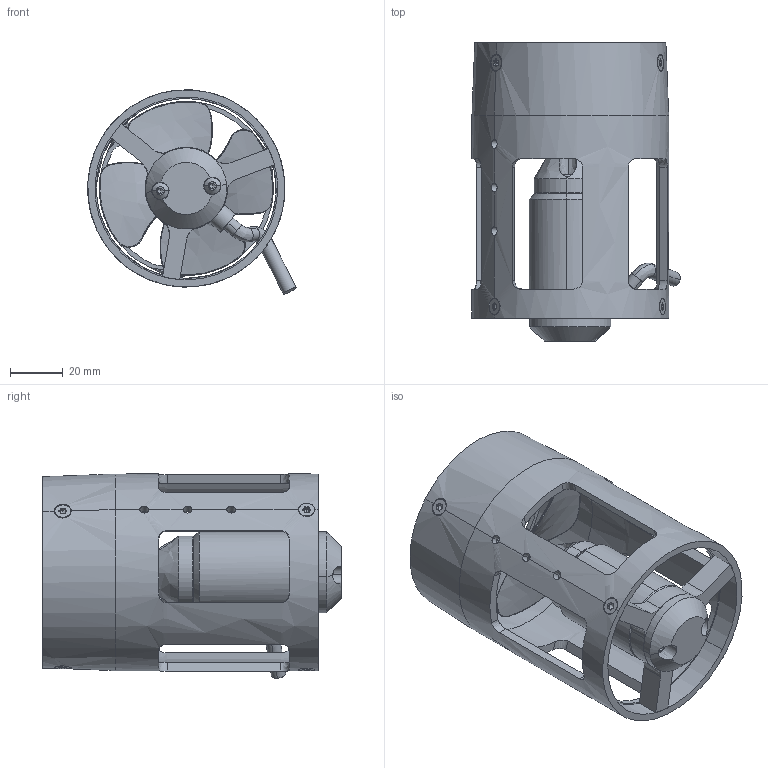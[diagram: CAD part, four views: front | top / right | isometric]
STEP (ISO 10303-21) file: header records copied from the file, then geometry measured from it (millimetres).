
FILE_DESCRIPTION(('FreeCAD Model'),'2;1');
FILE_NAME('Open CASCADE Shape Model','2025-05-03T09:35:37',('FreeCAD'),( 'FreeCAD'),'Open CASCADE STEP processor 7.6','FreeCAD','Unknown');
FILE_SCHEMA(('AUTOMOTIVE_DESIGN { 1 0 10303 214 1 1 1 1 }'));
Products named in the file (1): Open CASCADE STEP translator 7.6 1
Bounding box: 79.28 x 113.53 x 77.62 mm (x, y, z)
Volume: 104936.2 mm3; surface area: 66561.1 mm2
Topology: 22 solids, 22 shells, 883 faces, 2266 edges, 1409 vertices
Faces by surface type: bspline 883
Entity records: 67855 total; most frequent: CARTESIAN_POINT 55184, ORIENTED_EDGE 4468, EDGE_CURVE 2234, B_SPLINE_CURVE_WITH_KNOTS 1422, VERTEX_POINT 1409, FACE_BOUND 971, EDGE_LOOP 971, ADVANCED_FACE 883
